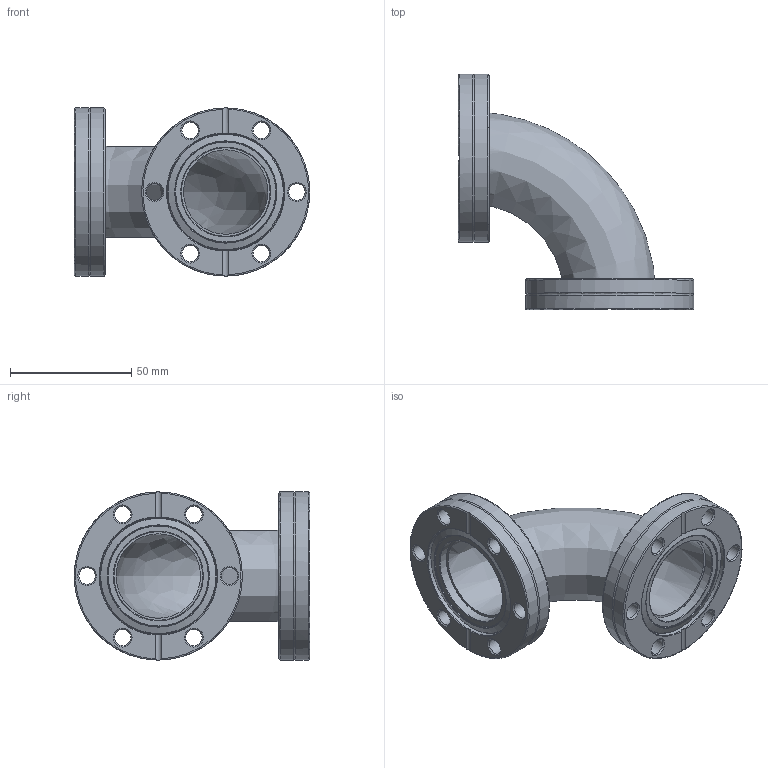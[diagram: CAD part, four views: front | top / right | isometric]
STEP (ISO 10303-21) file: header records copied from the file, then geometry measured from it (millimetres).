
FILE_DESCRIPTION (( 'STEP AP214' ), '1' );
FILE_NAME ('C901CF40R FULLVAC.STEP', '2019-11-19T15:02:41', ( '' ), ( '' ), 'SwSTEP 2.0', 'SolidWorks 2017', '' );
FILE_SCHEMA (( 'AUTOMOTIVE_DESIGN' ));
Length unit declared in the file: millimetre
Products named in the file (4): 3^C901CF40R FULLVAC; C901CF40R FULLVAC; 1^C901CF40R FULLVAC; 2^C901CF40R FULLVAC
Assembly tree (5 placements, depth 2):
  C901CF40R FULLVAC
    1^C901CF40R FULLVAC
    2^C901CF40R FULLVAC  x2
    3^C901CF40R FULLVAC  x2
Bounding box: 97.11 x 97.11 x 69.3 mm (x, y, z)
Volume: 72287.9 mm3; surface area: 47443 mm2
Topology: 5 solids, 5 shells, 112 faces, 298 edges, 198 vertices
Faces by surface type: bspline 34, cone 32, cylinder 30, plane 16
Full cylindrical faces by diameter (mm): 6.73 x12, 36.6 x2, 38.61 x2, 45.21 x2, 48.21 x2, 48.31 x2, 69.3 x4
Entity records: 4205 total; most frequent: CARTESIAN_POINT 2403, DIRECTION 192, ORIENTED_EDGE 158, EDGE_LOOP 120, AXIS2_PLACEMENT_3D 94, FACE_OUTER_BOUND 85, EDGE_CURVE 79, VERTEX_POINT 71
